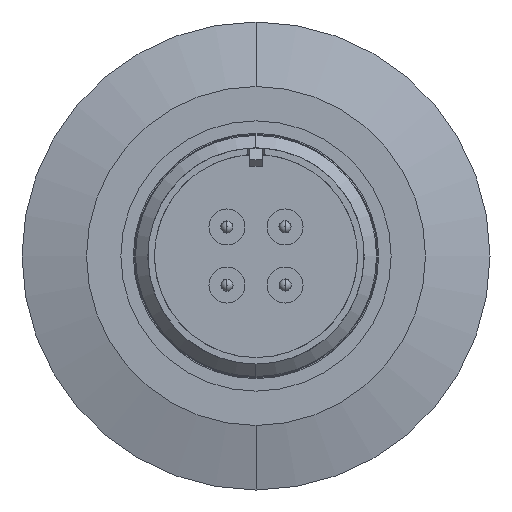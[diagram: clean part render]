
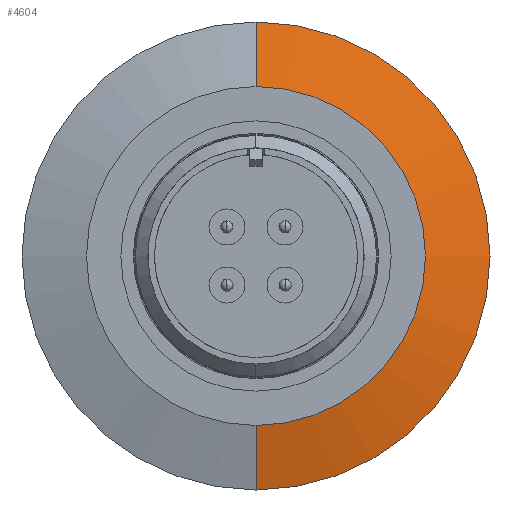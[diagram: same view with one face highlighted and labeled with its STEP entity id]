
A CAD part, front view. The second image highlights one B-rep face of the part: STEP entity #4604.
In plain terms, the highlighted conical face has half-angle 75 degrees and reference radius 27.495 mm.
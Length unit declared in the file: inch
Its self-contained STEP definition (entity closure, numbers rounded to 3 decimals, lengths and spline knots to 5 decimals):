
#34 = CONICAL_SURFACE ( 'NONE', #90, 1.0825, 1.309 ) ;
#90 = AXIS2_PLACEMENT_3D ( 'NONE', #442, #440, #437 ) ;
#437 = DIRECTION ( 'NONE',  ( 0., 0., 1. ) ) ;
#438 = FACE_OUTER_BOUND ( 'NONE', #1104, .T. ) ;
#440 = DIRECTION ( 'NONE',  ( 0., 1., 0. ) ) ;
#442 = CARTESIAN_POINT ( 'NONE',  ( 0., 1.58065, 0. ) ) ;
#851 = CIRCLE ( 'NONE', #867, 1.0825 ) ;
#867 = AXIS2_PLACEMENT_3D ( 'NONE', #2706, #2707, #2708 ) ;
#896 = AXIS2_PLACEMENT_3D ( 'NONE', #2661, #2662, #2663 ) ;
#901 = CIRCLE ( 'NONE', #896, 0.78394 ) ;
#1104 = EDGE_LOOP ( 'NONE', ( #1776, #1775, #1774, #1773, #1772 ) ) ;
#1442 = VERTEX_POINT ( 'NONE', #5862 ) ;
#1456 = VERTEX_POINT ( 'NONE', #5809 ) ;
#1457 = VERTEX_POINT ( 'NONE', #5829 ) ;
#1772 = ORIENTED_EDGE ( 'NONE', *, *, #6455, .F. ) ;
#1773 = ORIENTED_EDGE ( 'NONE', *, *, #6456, .T. ) ;
#1774 = ORIENTED_EDGE ( 'NONE', *, *, #5679, .T. ) ;
#1775 = ORIENTED_EDGE ( 'NONE', *, *, #6512, .T. ) ;
#1776 = ORIENTED_EDGE ( 'NONE', *, *, #5672, .T. ) ;
#1859 = VERTEX_POINT ( 'NONE', #3844 ) ;
#1994 = VERTEX_POINT ( 'NONE', #3822 ) ;
#2661 = CARTESIAN_POINT ( 'NONE',  ( 0., 1.50065, 0. ) ) ;
#2662 = DIRECTION ( 'NONE',  ( 0., 1., 0. ) ) ;
#2663 = DIRECTION ( 'NONE',  ( 0., 0., 1. ) ) ;
#2706 = CARTESIAN_POINT ( 'NONE',  ( 0., 1.58065, 0. ) ) ;
#2707 = DIRECTION ( 'NONE',  ( 0., -1., 0. ) ) ;
#2708 = DIRECTION ( 'NONE',  ( -1., 0., 0. ) ) ;
#3293 = VECTOR ( 'NONE', #5414, 39.37008 ) ;
#3317 = AXIS2_PLACEMENT_3D ( 'NONE', #5415, #5416, #5417 ) ;
#3375 = CIRCLE ( 'NONE', #3317, 1.0825 ) ;
#3822 = CARTESIAN_POINT ( 'NONE',  ( 0., 1.50065, -0.78394 ) ) ;
#3844 = CARTESIAN_POINT ( 'NONE',  ( 0., 1.50065, 0.78394 ) ) ;
#4105 = VECTOR ( 'NONE', #4355, 39.37008 ) ;
#4353 = LINE ( 'NONE', #4354, #4105 ) ;
#4354 = CARTESIAN_POINT ( 'NONE',  ( 0., 1.58065, -1.0825 ) ) ;
#4355 = DIRECTION ( 'NONE',  ( 0., 0.259, -0.966 ) ) ;
#4604 = ADVANCED_FACE ( 'NONE', ( #438 ), #34, .T. ) ;
#5406 = CARTESIAN_POINT ( 'NONE',  ( 0., 1.58065, 1.0825 ) ) ;
#5410 = LINE ( 'NONE', #5406, #3293 ) ;
#5414 = DIRECTION ( 'NONE',  ( 0., 0.259, 0.966 ) ) ;
#5415 = CARTESIAN_POINT ( 'NONE',  ( 0., 1.58065, 0. ) ) ;
#5416 = DIRECTION ( 'NONE',  ( 0., -1., 0. ) ) ;
#5417 = DIRECTION ( 'NONE',  ( -1., 0., 0. ) ) ;
#5672 = EDGE_CURVE ( 'NONE', #1859, #1994, #901, .T. ) ;
#5679 = EDGE_CURVE ( 'NONE', #1457, #1456, #851, .T. ) ;
#5809 = CARTESIAN_POINT ( 'NONE',  ( 1.0825, 1.58065, 0. ) ) ;
#5829 = CARTESIAN_POINT ( 'NONE',  ( 0., 1.58065, -1.0825 ) ) ;
#5862 = CARTESIAN_POINT ( 'NONE',  ( 0., 1.58065, 1.0825 ) ) ;
#6455 = EDGE_CURVE ( 'NONE', #1859, #1442, #5410, .T. ) ;
#6456 = EDGE_CURVE ( 'NONE', #1456, #1442, #3375, .T. ) ;
#6512 = EDGE_CURVE ( 'NONE', #1994, #1457, #4353, .T. ) ;
